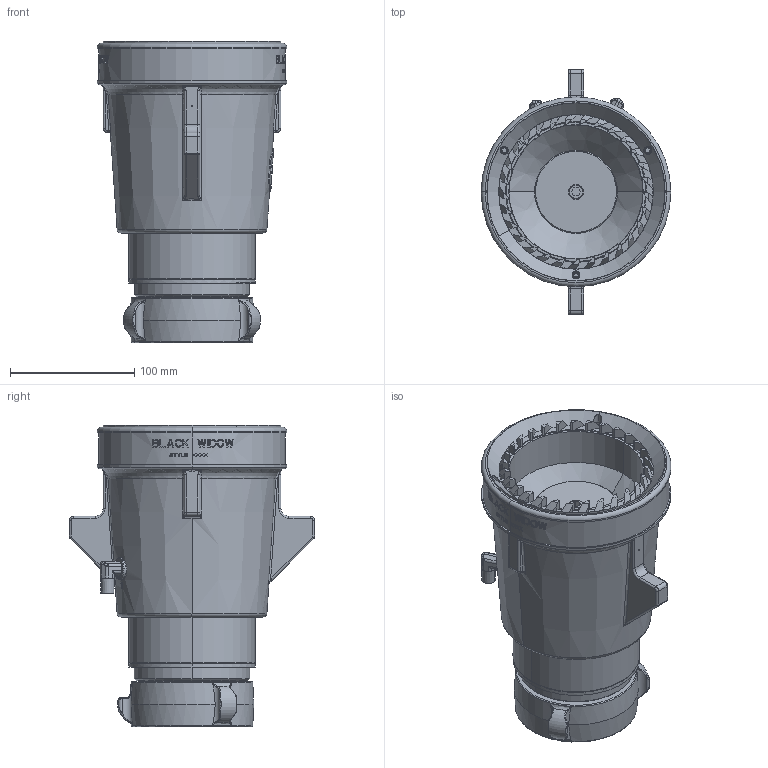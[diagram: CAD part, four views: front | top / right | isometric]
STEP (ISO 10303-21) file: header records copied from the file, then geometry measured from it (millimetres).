
FILE_DESCRIPTION((''),'2;1');
FILE_NAME('C20381_SW0001','2012-06-28T',('cleon'),(''),'PRO/ENGINEER BY PARAMETRIC TECHNOLOGY CORPORATION, 2011180','PRO/ENGINEER BY PARAMETRIC TECHNOLOGY CORPORATION, 2011180','');
FILE_SCHEMA(('CONFIG_CONTROL_DESIGN'));
Products named in the file (1): C20381_SW0001
Bounding box: 152.4 x 196.85 x 242 mm (x, y, z)
Surface area: 305843.7 mm2 (no closed solid volume)
Topology: 0 solids, 66 shells, 1128 faces, 4185 edges, 3056 vertices
Faces by surface type: plane 540, cylinder 279, bspline 147, cone 90, torus 64, sphere 8
Entity records: 53877 total; most frequent: CARTESIAN_POINT 21957, ORIENTED_EDGE 6558, DIRECTION 5729, EDGE_CURVE 4181, VERTEX_POINT 3056, AXIS2_PLACEMENT_3D 2156, B_SPLINE_CURVE_WITH_KNOTS 1589, VECTOR 1417
